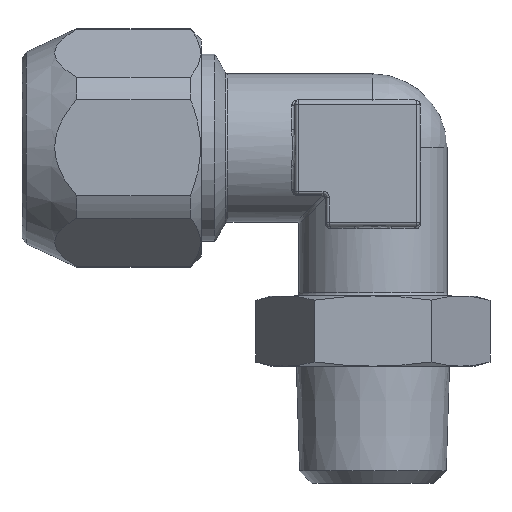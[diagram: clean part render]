
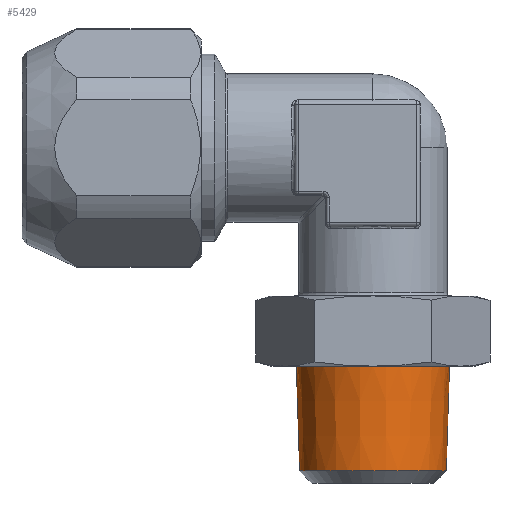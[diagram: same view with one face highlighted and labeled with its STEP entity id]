
A CAD part, top view. The second image highlights one B-rep face of the part: STEP entity #5429.
In plain terms, the highlighted conical face has half-angle 1.78 degrees and reference radius 4.805 mm.
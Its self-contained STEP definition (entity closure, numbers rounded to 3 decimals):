
#1413=CARTESIAN_POINT('',(0.,-14.,0.));
#1414=DIRECTION('',(0.,-1.,0.));
#1415=DIRECTION('',(1.,0.,0.));
#1416=AXIS2_PLACEMENT_3D('',#1413,#1414,#1415);
#1453=DIRECTION('',(-0.031,-1.,0.));
#1454=VECTOR('',#1453,6.703);
#1455=CARTESIAN_POINT('',(4.909,-14.,0.));
#1456=LINE('',#1455,#1454);
#1457=CARTESIAN_POINT('',(0.,-20.7,0.));
#1458=DIRECTION('',(0.,-1.,0.));
#1459=DIRECTION('',(1.,0.,0.));
#1460=AXIS2_PLACEMENT_3D('',#1457,#1458,#1459);
#1462=DIRECTION('',(0.031,-1.,0.));
#1463=VECTOR('',#1462,6.703);
#1464=CARTESIAN_POINT('',(-4.909,-14.,0.));
#1465=LINE('',#1464,#1463);
#2751=CARTESIAN_POINT('',(4.701,-20.7,0.));
#2752=CARTESIAN_POINT('',(-4.701,-20.7,0.));
#2753=VERTEX_POINT('',#2751);
#2754=VERTEX_POINT('',#2752);
#2791=CARTESIAN_POINT('',(4.909,-14.,0.));
#2792=VERTEX_POINT('',#2791);
#2793=CARTESIAN_POINT('',(-4.909,-14.,0.));
#2794=VERTEX_POINT('',#2793);
#5415=CARTESIAN_POINT('',(0.,-17.35,0.));
#5416=DIRECTION('',(0.,1.,0.));
#5417=DIRECTION('',(1.,0.,0.));
#5418=AXIS2_PLACEMENT_3D('',#5415,#5416,#5417);
#5419=CONICAL_SURFACE('',#5418,4.805,1.78);
#5421=ORIENTED_EDGE('',*,*,#5420,.T.);
#5423=ORIENTED_EDGE('',*,*,#5422,.T.);
#5425=ORIENTED_EDGE('',*,*,#5424,.F.);
#5426=ORIENTED_EDGE('',*,*,#5408,.F.);
#5427=EDGE_LOOP('',(#5421,#5423,#5425,#5426));
#5428=FACE_OUTER_BOUND('',#5427,.F.);
#5429=ADVANCED_FACE('',(#5428),#5419,.T.);
#1417=CIRCLE('',#1416,4.909);
#1461=CIRCLE('',#1460,4.701);
#5408=EDGE_CURVE('',#2792,#2794,#1417,.T.);
#5420=EDGE_CURVE('',#2792,#2753,#1456,.T.);
#5422=EDGE_CURVE('',#2753,#2754,#1461,.T.);
#5424=EDGE_CURVE('',#2794,#2754,#1465,.T.);
